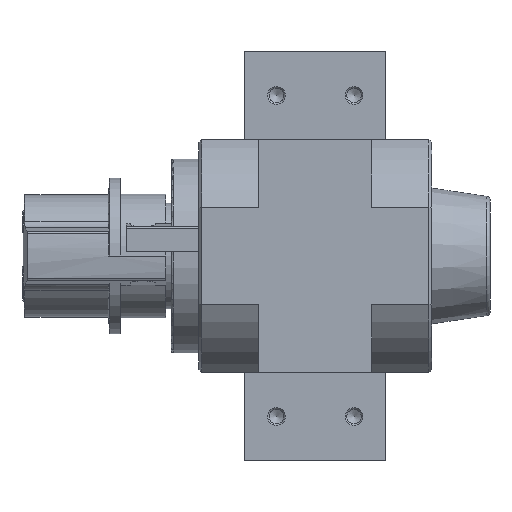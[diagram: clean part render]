
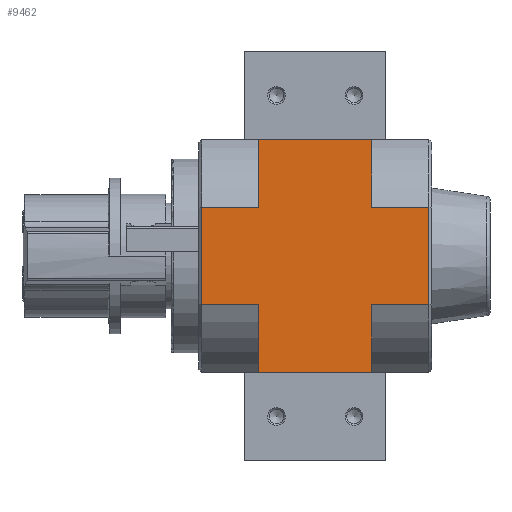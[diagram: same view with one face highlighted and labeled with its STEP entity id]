
A CAD part, left-side view. The second image highlights one B-rep face of the part: STEP entity #9462.
In plain terms, the highlighted face is planar.
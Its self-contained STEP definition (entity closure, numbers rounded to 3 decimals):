
#515=LINE('',#14040,#1051);
#520=LINE('',#14056,#1056);
#528=LINE('',#14071,#1064);
#529=LINE('',#14074,#1065);
#530=LINE('',#14076,#1066);
#531=LINE('',#14077,#1067);
#532=LINE('',#14079,#1068);
#533=LINE('',#14081,#1069);
#534=LINE('',#14083,#1070);
#535=LINE('',#14085,#1071);
#536=LINE('',#14086,#1072);
#537=LINE('',#14088,#1073);
#1051=VECTOR('',#11588,1000.);
#1056=VECTOR('',#11601,1000.);
#1064=VECTOR('',#11611,1000.);
#1065=VECTOR('',#11612,1000.);
#1066=VECTOR('',#11613,1000.);
#1067=VECTOR('',#11614,1000.);
#1068=VECTOR('',#11615,1000.);
#1069=VECTOR('',#11616,1000.);
#1070=VECTOR('',#11617,1000.);
#1071=VECTOR('',#11618,1000.);
#1072=VECTOR('',#11619,1000.);
#1073=VECTOR('',#11620,1000.);
#2020=ORIENTED_EDGE('',*,*,#3850,.T.);
#2021=ORIENTED_EDGE('',*,*,#3851,.F.);
#2022=ORIENTED_EDGE('',*,*,#3852,.T.);
#2023=ORIENTED_EDGE('',*,*,#3834,.T.);
#2024=ORIENTED_EDGE('',*,*,#3853,.F.);
#2025=ORIENTED_EDGE('',*,*,#3854,.F.);
#2026=ORIENTED_EDGE('',*,*,#3855,.F.);
#2027=ORIENTED_EDGE('',*,*,#3856,.F.);
#2028=ORIENTED_EDGE('',*,*,#3857,.F.);
#2029=ORIENTED_EDGE('',*,*,#3842,.T.);
#2030=ORIENTED_EDGE('',*,*,#3858,.T.);
#2031=ORIENTED_EDGE('',*,*,#3859,.F.);
#3834=EDGE_CURVE('',#4726,#4725,#515,.T.);
#3842=EDGE_CURVE('',#4733,#4732,#520,.T.);
#3850=EDGE_CURVE('',#4739,#4740,#528,.T.);
#3851=EDGE_CURVE('',#4741,#4740,#529,.F.);
#3852=EDGE_CURVE('',#4741,#4726,#530,.T.);
#3853=EDGE_CURVE('',#4742,#4725,#531,.T.);
#3854=EDGE_CURVE('',#4743,#4742,#532,.F.);
#3855=EDGE_CURVE('',#4744,#4743,#533,.T.);
#3856=EDGE_CURVE('',#4745,#4744,#534,.T.);
#3857=EDGE_CURVE('',#4733,#4745,#535,.T.);
#3858=EDGE_CURVE('',#4732,#4746,#536,.T.);
#3859=EDGE_CURVE('',#4739,#4746,#537,.T.);
#4725=VERTEX_POINT('',#14039);
#4726=VERTEX_POINT('',#14041);
#4732=VERTEX_POINT('',#14055);
#4733=VERTEX_POINT('',#14057);
#4739=VERTEX_POINT('',#14072);
#4740=VERTEX_POINT('',#14073);
#4741=VERTEX_POINT('',#14075);
#4742=VERTEX_POINT('',#14078);
#4743=VERTEX_POINT('',#14080);
#4744=VERTEX_POINT('',#14082);
#4745=VERTEX_POINT('',#14084);
#4746=VERTEX_POINT('',#14087);
#5542=EDGE_LOOP('',(#2020,#2021,#2022,#2023,#2024,#2025,#2026,#2027,#2028,
#2029,#2030,#2031));
#6148=FACE_BOUND('',#5542,.T.);
#6697=PLANE('',#10185);
#9462=ADVANCED_FACE('',(#6148),#6697,.T.);
#10185=AXIS2_PLACEMENT_3D('',#14070,#11609,#11610);
#11588=DIRECTION('',(0.,-1.,0.));
#11601=DIRECTION('',(0.,1.,0.));
#11609=DIRECTION('',(0.,0.,1.));
#11610=DIRECTION('',(1.,0.,0.));
#11611=DIRECTION('',(-1.,0.,0.));
#11612=DIRECTION('',(0.,-1.,0.));
#11613=DIRECTION('',(-1.,0.,0.));
#11614=DIRECTION('',(-1.,0.,0.));
#11615=DIRECTION('',(0.,-1.,0.));
#11616=DIRECTION('',(-1.,0.,0.));
#11617=DIRECTION('',(0.,-1.,0.));
#11618=DIRECTION('',(-1.,0.,0.));
#11619=DIRECTION('',(-1.,0.,0.));
#11620=DIRECTION('',(0.,-1.,0.));
#14039=CARTESIAN_POINT('',(-33.,-16.,33.));
#14040=CARTESIAN_POINT('',(-33.,32.2,33.));
#14041=CARTESIAN_POINT('',(-33.,16.,33.));
#14055=CARTESIAN_POINT('',(33.,16.,33.));
#14056=CARTESIAN_POINT('',(33.,-32.2,33.));
#14057=CARTESIAN_POINT('',(33.,-16.,33.));
#14070=CARTESIAN_POINT('',(0.,0.,33.));
#14071=CARTESIAN_POINT('',(33.,32.2,33.));
#14072=CARTESIAN_POINT('',(13.75,32.2,33.));
#14073=CARTESIAN_POINT('',(-13.75,32.2,33.));
#14074=CARTESIAN_POINT('',(-13.75,50.,33.));
#14075=CARTESIAN_POINT('',(-13.75,16.,33.));
#14076=CARTESIAN_POINT('',(0.,16.,33.));
#14077=CARTESIAN_POINT('',(0.,-16.,33.));
#14078=CARTESIAN_POINT('',(-13.75,-16.,33.));
#14079=CARTESIAN_POINT('',(-13.75,-16.,33.));
#14080=CARTESIAN_POINT('',(-13.75,-32.2,33.));
#14081=CARTESIAN_POINT('',(33.,-32.2,33.));
#14082=CARTESIAN_POINT('',(13.75,-32.2,33.));
#14083=CARTESIAN_POINT('',(13.75,-16.,33.));
#14084=CARTESIAN_POINT('',(13.75,-16.,33.));
#14085=CARTESIAN_POINT('',(0.,-16.,33.));
#14086=CARTESIAN_POINT('',(0.,16.,33.));
#14087=CARTESIAN_POINT('',(13.75,16.,33.));
#14088=CARTESIAN_POINT('',(13.75,50.,33.));
